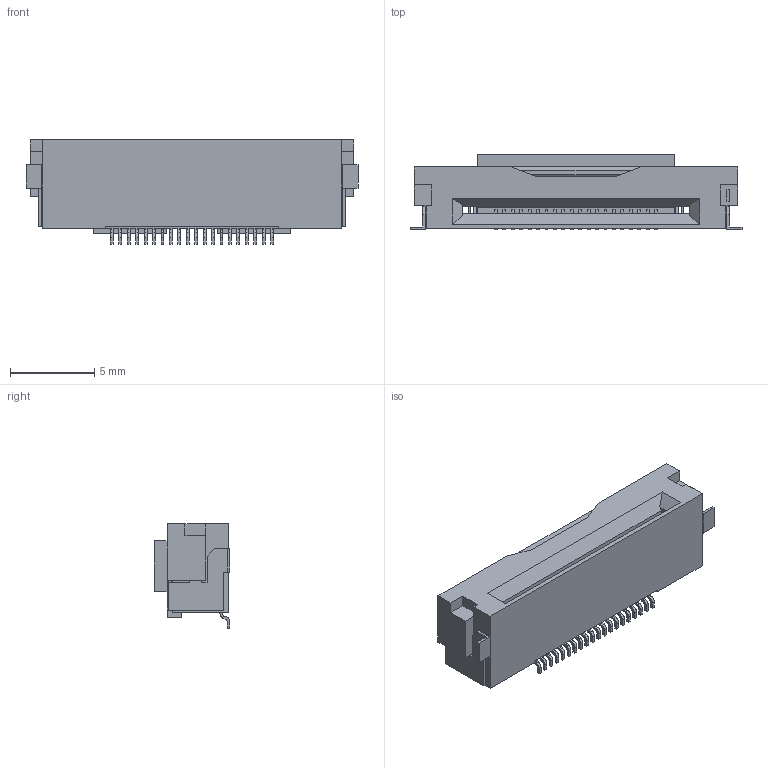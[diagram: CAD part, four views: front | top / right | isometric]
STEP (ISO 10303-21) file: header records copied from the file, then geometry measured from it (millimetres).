
FILE_DESCRIPTION((''),'2;1');
FILE_NAME('2004850420','2020-12-14T',('gga'),(''),'PRO/ENGINEER BY PARAMETRIC TECHNOLOGY CORPORATION, 2016010','PRO/ENGINEER BY PARAMETRIC TECHNOLOGY CORPORATION, 2016010','');
FILE_SCHEMA(('CONFIG_CONTROL_DESIGN'));
Length unit declared in the file: millimetre
Products named in the file (1): 2004850420
Bounding box: 19.69 x 4.46 x 6.2 mm (x, y, z)
Volume: 284.8 mm3; surface area: 836.1 mm2
Topology: 21 solids, 21 shells, 818 faces, 2399 edges, 1626 vertices
Faces by surface type: plane 694, cylinder 124
Entity records: 26804 total; most frequent: CARTESIAN_POINT 4756, ORIENTED_EDGE 4622, DIRECTION 4285, EDGE_CURVE 2311, VECTOR 2151, LINE 2151, VERTEX_POINT 1538, AXIS2_PLACEMENT_3D 1067
